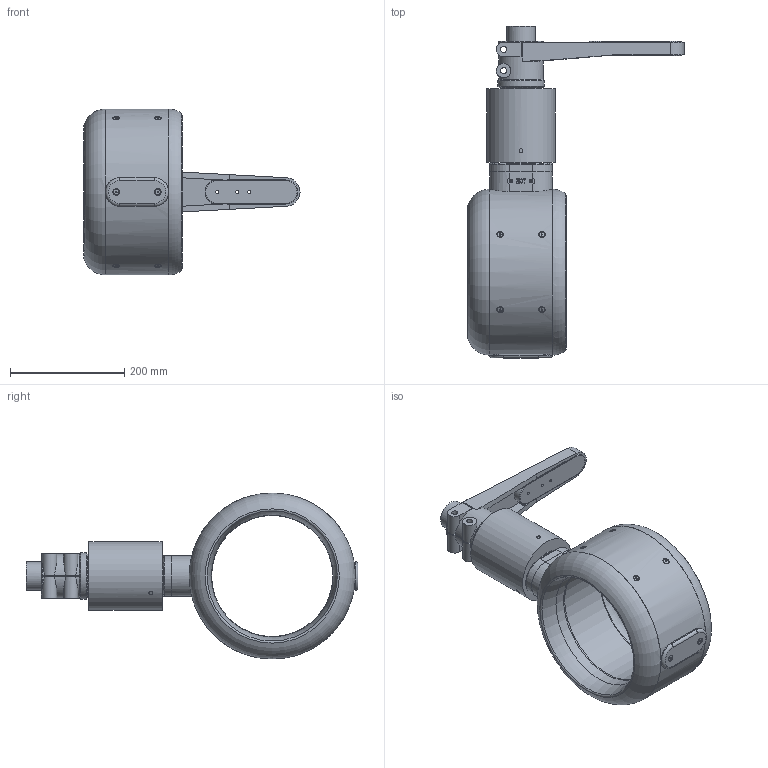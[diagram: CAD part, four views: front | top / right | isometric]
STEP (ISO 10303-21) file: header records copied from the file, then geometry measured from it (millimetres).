
FILE_DESCRIPTION (( 'STEP AP214' ), '1' );
FILE_NAME ('P-087-230-rev-D-M212.STEP', '2026-03-06T15:21:17', ( '' ), ( '' ), 'SwSTEP 2.0', 'SolidWorks 2024', '' );
FILE_SCHEMA (( 'AUTOMOTIVE_DESIGN' ));
Length unit declared in the file: millimetre
Products named in the file (1): P-087-230-rev-D-M212
Bounding box: 377.7 x 580.45 x 290.1 mm (x, y, z)
Volume: 7290376.2 mm3; surface area: 468069.3 mm2
Topology: 1 solids, 5 shells, 469 faces, 1172 edges, 748 vertices
Faces by surface type: plane 310, cylinder 79, cone 29, bspline 24, torus 23, sphere 4
Full cylindrical faces by diameter (mm): 3 x4, 3.5 x4, 5.1 x3, 5.7 x4, 6.8 x3, 9.64 x10, 10.5 x4, 25 x2, 50 x1, 82 x1, 120 x1, 211.914 x1
Entity records: 21073 total; most frequent: CARTESIAN_POINT 5484, ORIENTED_EDGE 2108, DIRECTION 2022, EDGE_CURVE 1054, AXIS2_PLACEMENT_3D 718, VERTEX_POINT 707, EDGE_LOOP 605, VECTOR 586
